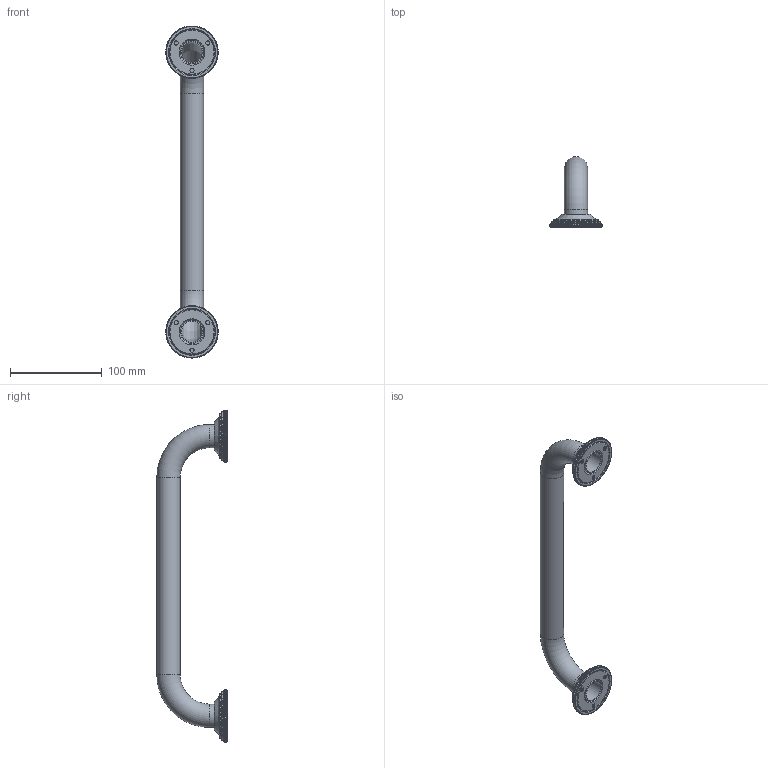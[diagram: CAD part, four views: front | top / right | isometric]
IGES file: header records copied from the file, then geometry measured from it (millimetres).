
Global section: file name: No Iges File Name specified; native system: Autodesk Inventor 2012; preprocessor: AutoDesk Inventor Iges Exporter R2012; author: mblakey; date: 20130207.120034; units: millimetre
Bounding box: 56.99 x 76.7 x 361.79 mm (x, y, z)
Volume: 68047.5 mm3; surface area: 83257.7 mm2
Topology: 5 solids, 5 shells, 1100 faces, 2386 edges, 1310 vertices
Faces by surface type: plane 424, cone 406, cylinder 211, revolution 51, torus 8
Full cylindrical faces by diameter (mm): 25.4 x3, 31.75 x2, 49 x4, 53 x2
